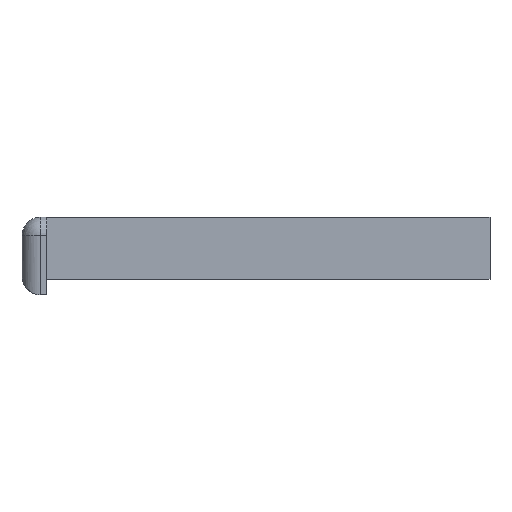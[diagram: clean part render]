
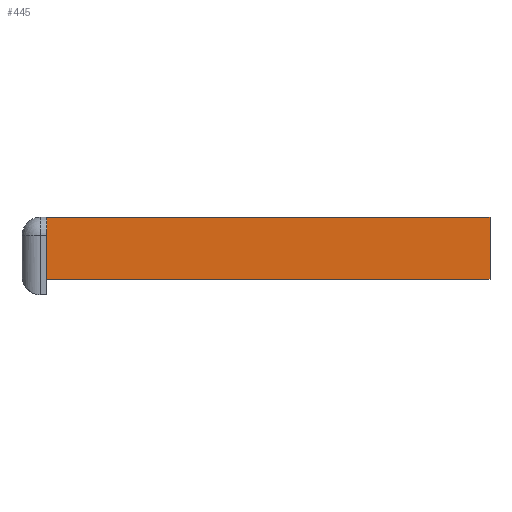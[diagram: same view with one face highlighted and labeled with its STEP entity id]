
A CAD part, front view. The second image highlights one B-rep face of the part: STEP entity #445.
In plain terms, the highlighted planar face has unit normal (0, -1, 0).
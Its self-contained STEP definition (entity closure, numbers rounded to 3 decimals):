
#22 = VERTEX_POINT('',#23);
#23 = CARTESIAN_POINT('',(-142.5,-64.75,0.));
#31 = EDGE_CURVE('',#22,#32,#34,.T.);
#32 = VERTEX_POINT('',#33);
#33 = CARTESIAN_POINT('',(-142.5,-64.75,-20.));
#34 = LINE('',#35,#36);
#35 = CARTESIAN_POINT('',(-142.5,-64.75,0.));
#36 = VECTOR('',#37,1.);
#37 = DIRECTION('',(-0.,0.,-1.));
#86 = EDGE_CURVE('',#22,#87,#89,.T.);
#87 = VERTEX_POINT('',#88);
#88 = CARTESIAN_POINT('',(0.,-64.75,0.));
#89 = LINE('',#90,#91);
#90 = CARTESIAN_POINT('',(-142.5,-64.75,0.));
#91 = VECTOR('',#92,1.);
#92 = DIRECTION('',(1.,0.,0.));
#445 = ADVANCED_FACE('',(#446),#464,.T.);
#446 = FACE_BOUND('',#447,.T.);
#447 = EDGE_LOOP('',(#448,#449,#450,#458));
#448 = ORIENTED_EDGE('',*,*,#86,.F.);
#449 = ORIENTED_EDGE('',*,*,#31,.T.);
#450 = ORIENTED_EDGE('',*,*,#451,.F.);
#451 = EDGE_CURVE('',#452,#32,#454,.T.);
#452 = VERTEX_POINT('',#453);
#453 = CARTESIAN_POINT('',(0.,-64.75,-20.));
#454 = LINE('',#455,#456);
#455 = CARTESIAN_POINT('',(142.5,-64.75,-20.));
#456 = VECTOR('',#457,1.);
#457 = DIRECTION('',(-1.,0.,0.));
#458 = ORIENTED_EDGE('',*,*,#459,.F.);
#459 = EDGE_CURVE('',#87,#452,#460,.T.);
#460 = LINE('',#461,#462);
#461 = CARTESIAN_POINT('',(0.,-64.75,-192.569));
#462 = VECTOR('',#463,1.);
#463 = DIRECTION('',(0.,0.,-1.));
#464 = PLANE('',#465);
#465 = AXIS2_PLACEMENT_3D('',#466,#467,#468);
#466 = CARTESIAN_POINT('',(0.,-64.75,-10.));
#467 = DIRECTION('',(-0.,-1.,-0.));
#468 = DIRECTION('',(0.,0.,-1.));
